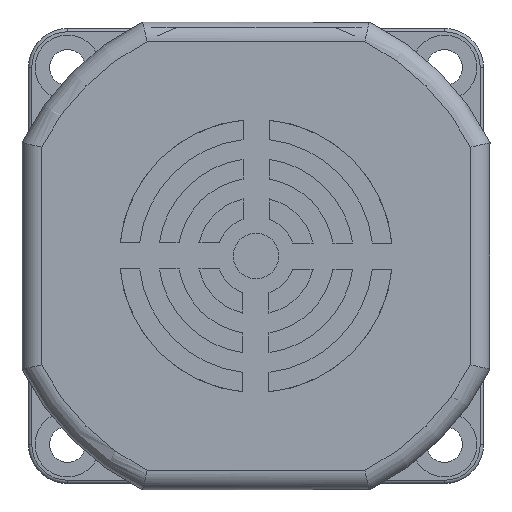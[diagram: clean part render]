
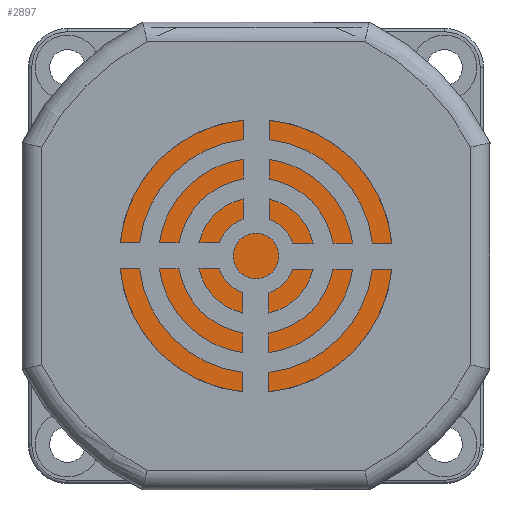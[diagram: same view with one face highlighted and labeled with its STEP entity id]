
A CAD part, left-side view. The second image highlights one B-rep face of the part: STEP entity #2897.
In plain terms, the highlighted planar face has unit normal (-1, 0, 0).
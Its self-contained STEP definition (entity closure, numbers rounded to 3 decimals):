
#172 = EDGE_CURVE ( 'NONE', #16136, #8699, #2487, .T. ) ;
#1472 = AXIS2_PLACEMENT_3D ( 'NONE', #7125, #17702, #8651 ) ;
#2094 = CARTESIAN_POINT ( 'NONE',  ( -71.3, 0., 21. ) ) ;
#2487 = CIRCLE ( 'NONE', #5693, 21. ) ;
#2769 = CARTESIAN_POINT ( 'NONE',  ( -71.3, 0., -21. ) ) ;
#2897 = ADVANCED_FACE ( 'NONE', ( #15945 ), #10535, .T. ) ;
#3223 = AXIS2_PLACEMENT_3D ( 'NONE', #5946, #14450, #19654 ) ;
#4505 = CIRCLE ( 'NONE', #1472, 21. ) ;
#5693 = AXIS2_PLACEMENT_3D ( 'NONE', #15152, #6086, #16694 ) ;
#5820 = ORIENTED_EDGE ( 'NONE', *, *, #16322, .T. ) ;
#5946 = CARTESIAN_POINT ( 'NONE',  ( -71.3, 0., 0. ) ) ;
#6086 = DIRECTION ( 'NONE',  ( -1., 0., 0. ) ) ;
#7125 = CARTESIAN_POINT ( 'NONE',  ( -71.3, 0., 0. ) ) ;
#8413 = EDGE_LOOP ( 'NONE', ( #12205, #5820 ) ) ;
#8651 = DIRECTION ( 'NONE',  ( 0., 0., 1. ) ) ;
#8699 = VERTEX_POINT ( 'NONE', #2769 ) ;
#10535 = PLANE ( 'NONE',  #3223 ) ;
#12205 = ORIENTED_EDGE ( 'NONE', *, *, #172, .T. ) ;
#14450 = DIRECTION ( 'NONE',  ( -1., 0., 0. ) ) ;
#15152 = CARTESIAN_POINT ( 'NONE',  ( -71.3, 0., 0. ) ) ;
#15945 = FACE_OUTER_BOUND ( 'NONE', #8413, .T. ) ;
#16136 = VERTEX_POINT ( 'NONE', #2094 ) ;
#16322 = EDGE_CURVE ( 'NONE', #8699, #16136, #4505, .T. ) ;
#16694 = DIRECTION ( 'NONE',  ( 0., 0., 1. ) ) ;
#17702 = DIRECTION ( 'NONE',  ( -1., 0., 0. ) ) ;
#19654 = DIRECTION ( 'NONE',  ( 0., 0., 1. ) ) ;
